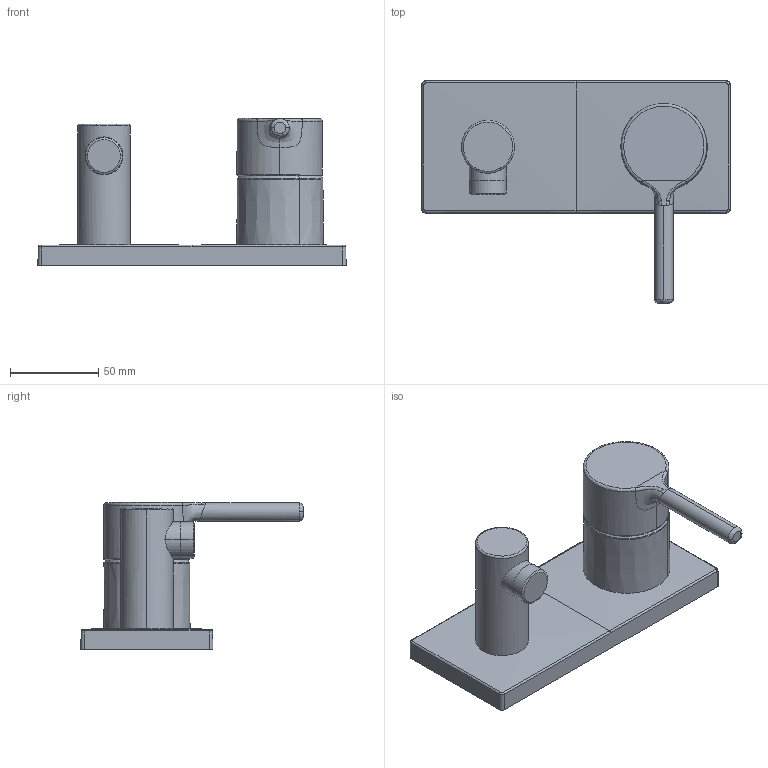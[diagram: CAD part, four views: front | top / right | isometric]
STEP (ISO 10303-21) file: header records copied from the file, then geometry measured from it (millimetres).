
FILE_DESCRIPTION (( 'STEP AP203' ), '1' );
FILE_NAME ('54819007(2022).STEP', '2022-01-27T10:26:53', ( '' ), ( '' ), 'SwSTEP 2.0', 'SolidWorks 2016', '' );
FILE_SCHEMA (( 'CONFIG_CONTROL_DESIGN' ));
Length unit declared in the file: millimetre
Products named in the file (1): 54819007(2022)
Bounding box: 175 x 126.26 x 83.56 mm (x, y, z)
Volume: 345858.5 mm3; surface area: 52499.2 mm2
Topology: 1 solids, 1 shells, 62 faces, 140 edges, 86 vertices
Faces by surface type: bspline 26, cylinder 16, plane 12, cone 4, torus 2, sphere 2
Entity records: 5311 total; most frequent: CARTESIAN_POINT 4049, ORIENTED_EDGE 280, DIRECTION 183, EDGE_CURVE 140, VERTEX_POINT 86, AXIS2_PLACEMENT_3D 77, EDGE_LOOP 68, B_SPLINE_CURVE_WITH_KNOTS 63
